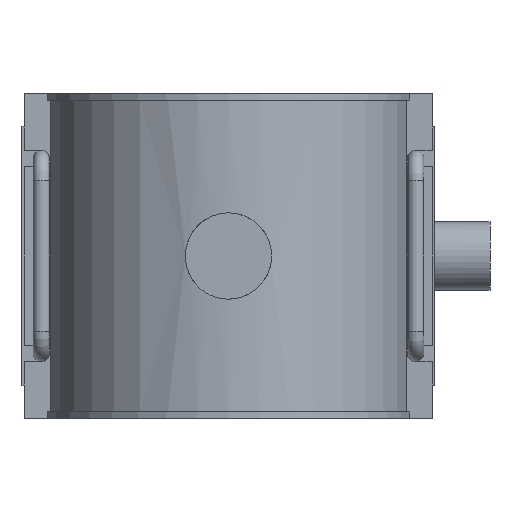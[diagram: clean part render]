
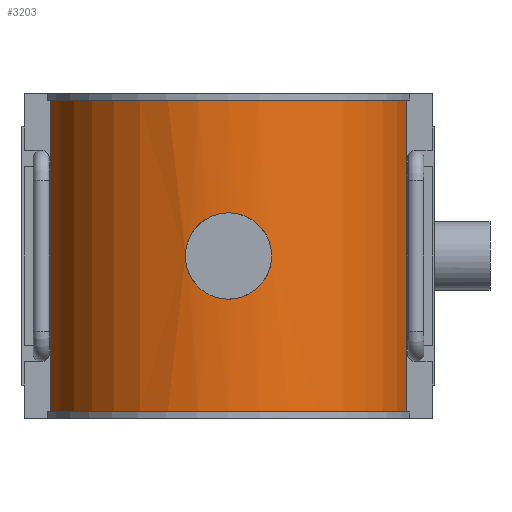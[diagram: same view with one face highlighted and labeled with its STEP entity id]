
A CAD part, front view. The second image highlights one B-rep face of the part: STEP entity #3203.
In plain terms, the highlighted cylindrical face has radius 66 mm (diameter 132 mm), a partial arc.
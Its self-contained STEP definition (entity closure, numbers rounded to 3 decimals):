
#115=LINE('',#5443,#402);
#150=LINE('',#5718,#437);
#402=VECTOR('',#3907,113.28);
#437=VECTOR('',#3984,113.28);
#774=CIRCLE('',#3427,66.);
#782=CIRCLE('',#3441,66.);
#856=FACE_BOUND('',#1165,.T.);
#961=FACE_OUTER_BOUND('',#1164,.T.);
#1164=EDGE_LOOP('',(#2497,#2498,#2499,#2500));
#1165=EDGE_LOOP('',(#2501));
#1340=B_SPLINE_CURVE_WITH_KNOTS('',3,(#5082,#5083,#5084,#5085,#5086,#5087,
#5088,#5089,#5090,#5091,#5092,#5093,#5094,#5095,#5096,#5097,#5098,#5099,
#5100,#5101,#5102,#5103,#5104,#5105,#5106,#5107,#5108,#5109,#5110,#5111,
#5112,#5113,#5114,#5115,#5116,#5117,#5118,#5119,#5120,#5121,#5122,#5123,
#5124,#5125,#5126,#5127,#5128,#5129,#5130,#5131,#5132,#5133,#5134,#5135,
#5136,#5137,#5138,#5139,#5140,#5141,#5142,#5143,#5144,#5145,#5146,#5147),
 .UNSPECIFIED.,.T.,.F.,(4,2,2,2,2,2,2,2,2,2,2,2,2,2,2,2,2,2,2,2,2,2,2,2,
2,2,2,2,2,2,2,2,4),(0.,0.297,0.593,0.89,
1.186,1.483,1.779,2.076,2.372,
2.669,2.965,3.262,3.558,3.855,
4.152,4.448,4.745,5.041,5.338,
5.634,5.931,6.228,6.524,6.821,
7.117,7.414,7.71,8.007,8.303,
8.6,8.896,9.193,9.49),
 .UNSPECIFIED.);
#1462=VERTEX_POINT('',#5081);
#1475=VERTEX_POINT('',#5428);
#1476=VERTEX_POINT('',#5430);
#1480=VERTEX_POINT('',#5442);
#1501=VERTEX_POINT('',#5513);
#1813=EDGE_CURVE('',#1462,#1462,#1340,.T.);
#1830=EDGE_CURVE('',#1475,#1476,#774,.T.);
#1835=EDGE_CURVE('',#1475,#1480,#115,.T.);
#1859=EDGE_CURVE('',#1501,#1480,#782,.T.);
#1894=EDGE_CURVE('',#1476,#1501,#150,.T.);
#2497=ORIENTED_EDGE('',*,*,#1830,.T.);
#2498=ORIENTED_EDGE('',*,*,#1894,.T.);
#2499=ORIENTED_EDGE('',*,*,#1859,.T.);
#2500=ORIENTED_EDGE('',*,*,#1835,.F.);
#2501=ORIENTED_EDGE('',*,*,#1813,.T.);
#3109=CYLINDRICAL_SURFACE('',#3451,66.);
#3203=ADVANCED_FACE('',(#961,#856),#3109,.T.);
#3427=AXIS2_PLACEMENT_3D('',#5432,#3897,#3898);
#3441=AXIS2_PLACEMENT_3D('',#5514,#3944,#3945);
#3451=AXIS2_PLACEMENT_3D('',#5719,#3985,#3986);
#3897=DIRECTION('center_axis',(0.,0.,1.));
#3898=DIRECTION('ref_axis',(1.,0.,0.));
#3907=DIRECTION('',(0.,0.,1.));
#3944=DIRECTION('center_axis',(0.,0.,-1.));
#3945=DIRECTION('ref_axis',(1.,0.,0.));
#3984=DIRECTION('',(0.,0.,1.));
#3985=DIRECTION('center_axis',(0.,0.,1.));
#3986=DIRECTION('ref_axis',(1.,0.,0.));
#5081=CARTESIAN_POINT('',(15.68,-64.11,0.));
#5082=CARTESIAN_POINT('Ctrl Pts',(15.68,-64.11,0.));
#5083=CARTESIAN_POINT('Ctrl Pts',(15.68,-64.11,-0.989));
#5084=CARTESIAN_POINT('Ctrl Pts',(15.585,-64.134,-2.01));
#5085=CARTESIAN_POINT('Ctrl Pts',(15.186,-64.229,-4.038));
#5086=CARTESIAN_POINT('Ctrl Pts',(14.883,-64.301,-5.046));
#5087=CARTESIAN_POINT('Ctrl Pts',(14.081,-64.482,-6.976));
#5088=CARTESIAN_POINT('Ctrl Pts',(13.583,-64.59,-7.901));
#5089=CARTESIAN_POINT('Ctrl Pts',(12.433,-64.821,-9.609));
#5090=CARTESIAN_POINT('Ctrl Pts',(11.781,-64.944,-10.393));
#5091=CARTESIAN_POINT('Ctrl Pts',(10.394,-65.18,-11.781));
#5092=CARTESIAN_POINT('Ctrl Pts',(9.609,-65.302,-12.433));
#5093=CARTESIAN_POINT('Ctrl Pts',(7.901,-65.531,-13.583));
#5094=CARTESIAN_POINT('Ctrl Pts',(6.976,-65.637,-14.081));
#5095=CARTESIAN_POINT('Ctrl Pts',(5.046,-65.814,-14.883));
#5096=CARTESIAN_POINT('Ctrl Pts',(4.038,-65.884,-15.186));
#5097=CARTESIAN_POINT('Ctrl Pts',(2.009,-65.977,-15.585));
#5098=CARTESIAN_POINT('Ctrl Pts',(0.988,-66.,-15.68));
#5099=CARTESIAN_POINT('Ctrl Pts',(-0.988,-66.,-15.68));
#5100=CARTESIAN_POINT('Ctrl Pts',(-2.009,-65.977,-15.585));
#5101=CARTESIAN_POINT('Ctrl Pts',(-4.038,-65.884,-15.186));
#5102=CARTESIAN_POINT('Ctrl Pts',(-5.046,-65.814,-14.883));
#5103=CARTESIAN_POINT('Ctrl Pts',(-6.976,-65.637,-14.081));
#5104=CARTESIAN_POINT('Ctrl Pts',(-7.901,-65.531,-13.583));
#5105=CARTESIAN_POINT('Ctrl Pts',(-9.609,-65.302,-12.433));
#5106=CARTESIAN_POINT('Ctrl Pts',(-10.394,-65.18,-11.781));
#5107=CARTESIAN_POINT('Ctrl Pts',(-11.781,-64.944,-10.393));
#5108=CARTESIAN_POINT('Ctrl Pts',(-12.433,-64.821,-9.609));
#5109=CARTESIAN_POINT('Ctrl Pts',(-13.583,-64.59,-7.901));
#5110=CARTESIAN_POINT('Ctrl Pts',(-14.081,-64.482,-6.976));
#5111=CARTESIAN_POINT('Ctrl Pts',(-14.883,-64.301,-5.046));
#5112=CARTESIAN_POINT('Ctrl Pts',(-15.186,-64.229,-4.038));
#5113=CARTESIAN_POINT('Ctrl Pts',(-15.585,-64.134,-2.01));
#5114=CARTESIAN_POINT('Ctrl Pts',(-15.68,-64.11,-0.989));
#5115=CARTESIAN_POINT('Ctrl Pts',(-15.68,-64.11,0.989));
#5116=CARTESIAN_POINT('Ctrl Pts',(-15.585,-64.134,2.01));
#5117=CARTESIAN_POINT('Ctrl Pts',(-15.186,-64.229,4.038));
#5118=CARTESIAN_POINT('Ctrl Pts',(-14.883,-64.301,5.046));
#5119=CARTESIAN_POINT('Ctrl Pts',(-14.081,-64.482,6.976));
#5120=CARTESIAN_POINT('Ctrl Pts',(-13.583,-64.59,7.901));
#5121=CARTESIAN_POINT('Ctrl Pts',(-12.433,-64.821,9.609));
#5122=CARTESIAN_POINT('Ctrl Pts',(-11.781,-64.944,10.393));
#5123=CARTESIAN_POINT('Ctrl Pts',(-10.394,-65.18,11.781));
#5124=CARTESIAN_POINT('Ctrl Pts',(-9.609,-65.302,12.433));
#5125=CARTESIAN_POINT('Ctrl Pts',(-7.901,-65.531,13.583));
#5126=CARTESIAN_POINT('Ctrl Pts',(-6.976,-65.637,14.081));
#5127=CARTESIAN_POINT('Ctrl Pts',(-5.046,-65.814,14.883));
#5128=CARTESIAN_POINT('Ctrl Pts',(-4.038,-65.884,15.186));
#5129=CARTESIAN_POINT('Ctrl Pts',(-2.009,-65.977,15.585));
#5130=CARTESIAN_POINT('Ctrl Pts',(-0.988,-66.,15.68));
#5131=CARTESIAN_POINT('Ctrl Pts',(0.988,-66.,15.68));
#5132=CARTESIAN_POINT('Ctrl Pts',(2.009,-65.977,15.585));
#5133=CARTESIAN_POINT('Ctrl Pts',(4.038,-65.884,15.186));
#5134=CARTESIAN_POINT('Ctrl Pts',(5.046,-65.814,14.883));
#5135=CARTESIAN_POINT('Ctrl Pts',(6.976,-65.637,14.081));
#5136=CARTESIAN_POINT('Ctrl Pts',(7.901,-65.531,13.583));
#5137=CARTESIAN_POINT('Ctrl Pts',(9.609,-65.302,12.433));
#5138=CARTESIAN_POINT('Ctrl Pts',(10.394,-65.18,11.781));
#5139=CARTESIAN_POINT('Ctrl Pts',(11.781,-64.944,10.393));
#5140=CARTESIAN_POINT('Ctrl Pts',(12.433,-64.821,9.609));
#5141=CARTESIAN_POINT('Ctrl Pts',(13.583,-64.59,7.901));
#5142=CARTESIAN_POINT('Ctrl Pts',(14.081,-64.482,6.976));
#5143=CARTESIAN_POINT('Ctrl Pts',(14.883,-64.301,5.046));
#5144=CARTESIAN_POINT('Ctrl Pts',(15.186,-64.229,4.038));
#5145=CARTESIAN_POINT('Ctrl Pts',(15.585,-64.134,2.01));
#5146=CARTESIAN_POINT('Ctrl Pts',(15.68,-64.11,0.989));
#5147=CARTESIAN_POINT('Ctrl Pts',(15.68,-64.11,0.));
#5428=CARTESIAN_POINT('',(-64.552,-13.75,-56.64));
#5430=CARTESIAN_POINT('',(64.552,-13.75,-56.64));
#5432=CARTESIAN_POINT('Origin',(0.,0.,-56.64));
#5442=CARTESIAN_POINT('',(-64.552,-13.75,56.64));
#5443=CARTESIAN_POINT('',(-64.552,-13.75,0.));
#5513=CARTESIAN_POINT('',(64.552,-13.75,56.64));
#5514=CARTESIAN_POINT('Origin',(0.,0.,56.64));
#5718=CARTESIAN_POINT('',(64.552,-13.75,0.));
#5719=CARTESIAN_POINT('Origin',(0.,0.,0.));
